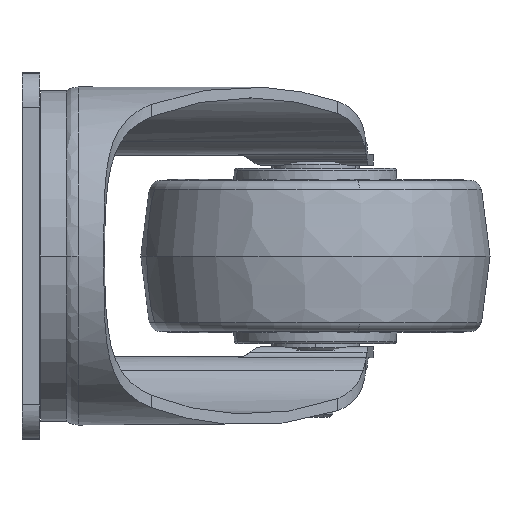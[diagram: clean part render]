
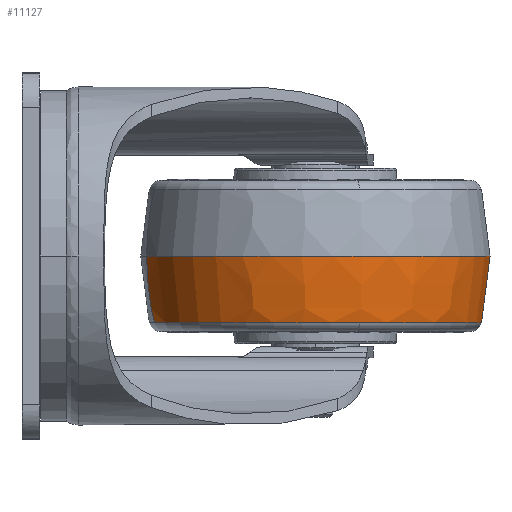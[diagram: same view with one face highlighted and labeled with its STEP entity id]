
A CAD part, left-side view. The second image highlights one B-rep face of the part: STEP entity #11127.
In plain terms, the highlighted free-form (B-spline) face has degree [3, 3] with [4, 4] control points.
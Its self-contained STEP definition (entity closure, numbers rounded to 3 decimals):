
#1347 = CARTESIAN_POINT ( 'NONE',  ( 31.872, -30.315, -15.292 ) ) ;
#1972 = DIRECTION ( 'NONE',  ( 0., 0., -1. ) ) ;
#2531 = VERTEX_POINT ( 'NONE', #20049 ) ;
#2812 = CARTESIAN_POINT ( 'NONE',  ( 52.645, -105.558, 0. ) ) ;
#2951 = CARTESIAN_POINT ( 'NONE',  ( 31.394, -28.584, -6.975 ) ) ;
#3092 = CARTESIAN_POINT ( 'NONE',  ( -24.227, -126.628, -6.975 ) ) ;
#3158 = DIRECTION ( 'NONE',  ( 0., 0., -1. ) ) ;
#3161 = CARTESIAN_POINT ( 'NONE',  ( 5.315, -77.128, -15.292 ) ) ;
#3741 = DIRECTION ( 'NONE',  ( -0.964, -0.266, 0. ) ) ;
#4672 = AXIS2_PLACEMENT_3D ( 'NONE', #23205, #3158, #3741 ) ;
#5179 = CARTESIAN_POINT ( 'NONE',  ( 42., -67., 0. ) ) ;
#5716 = DIRECTION ( 'NONE',  ( -0.964, -0.266, 0. ) ) ;
#8560 = CIRCLE ( 'NONE', #25853, 40. ) ;
#11127 = ADVANCED_FACE ( 'NONE', ( #41309 ), #24113, .T. ) ;
#11156 = CARTESIAN_POINT ( 'NONE',  ( 52.128, -103.685, -15.292 ) ) ;
#12068 = EDGE_CURVE ( 'NONE', #2531, #30049, #25263, .T. ) ;
#12461 = VERTEX_POINT ( 'NONE', #1347 ) ;
#13066 = CARTESIAN_POINT ( 'NONE',  ( -22.942, -125.471, -12.426 ) ) ;
#13214 = CARTESIAN_POINT ( 'NONE',  ( 31.355, -28.442, 0. ) ) ;
#14565 = CIRCLE ( 'NONE', #4672, 38.057 ) ;
#14641 = ORIENTED_EDGE ( 'NONE', *, *, #39054, .F. ) ;
#14746 = CARTESIAN_POINT ( 'NONE',  ( 52.606, -105.416, -6.975 ) ) ;
#15403 = CARTESIAN_POINT ( 'NONE',  ( 31.872, -30.315, -15.292 ) ) ;
#16021 = CARTESIAN_POINT ( 'NONE',  ( 31.355, -28.442, 0. ) ) ;
#16098 = CARTESIAN_POINT ( 'NONE',  ( -45.439, -49.795, -6.975 ) ) ;
#16255 = CARTESIAN_POINT ( 'NONE',  ( 31.6, -29.329, -12.426 ) ) ;
#16541 = CARTESIAN_POINT ( 'NONE',  ( -43.742, -50.129, -12.426 ) ) ;
#17794 = CARTESIAN_POINT ( 'NONE',  ( 52.645, -105.558, 0. ) ) ;
#18847 = AXIS2_PLACEMENT_3D ( 'NONE', #25896, #22575, #5716 ) ;
#19293 = CARTESIAN_POINT ( 'NONE',  ( -21.242, -123.941, -15.292 ) ) ;
#19573 = CARTESIAN_POINT ( 'NONE',  ( 52.606, -105.416, -6.975 ) ) ;
#19869 = CARTESIAN_POINT ( 'NONE',  ( -41.498, -50.571, -15.292 ) ) ;
#19970 =( BOUNDED_CURVE ( )  B_SPLINE_CURVE ( 3, ( #11156, #37484, #14746, #17794 ),
 .UNSPECIFIED., .F., .F. ) 
 B_SPLINE_CURVE_WITH_KNOTS ( ( 4, 4 ),
 ( 0., 1. ),
 .UNSPECIFIED. ) 
 CURVE ( )  GEOMETRIC_REPRESENTATION_ITEM ( )  RATIONAL_B_SPLINE_CURVE ( ( 0.984, 0.808, 0.719, 0.72 ) ) 
 REPRESENTATION_ITEM ( '' )  );
#20049 = CARTESIAN_POINT ( 'NONE',  ( 52.128, -103.685, -15.292 ) ) ;
#21545 = VERTEX_POINT ( 'NONE', #16021 ) ;
#21814 = VERTEX_POINT ( 'NONE', #37727 ) ;
#22575 = DIRECTION ( 'NONE',  ( 0., 0., -1. ) ) ;
#22656 = ORIENTED_EDGE ( 'NONE', *, *, #23113, .T. ) ;
#23113 = EDGE_CURVE ( 'NONE', #2531, #21814, #19970, .T. ) ;
#23205 = CARTESIAN_POINT ( 'NONE',  ( 42., -67., -15.292 ) ) ;
#24113 =( BOUNDED_SURFACE ( )  B_SPLINE_SURFACE ( 3, 3, ( 
 ( #32484, #19293, #19869, #39130 ),
 ( #39279, #13066, #16541, #16255 ),
 ( #19573, #3092, #16098, #2951 ),
 ( #2812, #36086, #39568, #13214 ) ),
 .UNSPECIFIED., .F., .F., .F. ) 
 B_SPLINE_SURFACE_WITH_KNOTS ( ( 4, 4 ),
 ( 4, 4 ),
 ( 0., 1. ),
 ( 0., 1. ),
 .UNSPECIFIED. ) 
 GEOMETRIC_REPRESENTATION_ITEM ( )  RATIONAL_B_SPLINE_SURFACE ( (
 ( 0.984, 0.328, 0.328, 0.984),
 ( 0.808, 0.269, 0.269, 0.808),
 ( 0.719, 0.24, 0.24, 0.719),
 ( 0.72, 0.24, 0.24, 0.72) ) ) 
 REPRESENTATION_ITEM ( '' )  SURFACE ( )  );
#25263 = CIRCLE ( 'NONE', #18847, 38.057 ) ;
#25853 = AXIS2_PLACEMENT_3D ( 'NONE', #5179, #1972, #31509 ) ;
#25896 = CARTESIAN_POINT ( 'NONE',  ( 42., -67., -15.292 ) ) ;
#26339 = ORIENTED_EDGE ( 'NONE', *, *, #33628, .F. ) ;
#28650 = CARTESIAN_POINT ( 'NONE',  ( 31.355, -28.442, 0. ) ) ;
#28807 = ORIENTED_EDGE ( 'NONE', *, *, #12068, .F. ) ;
#30049 = VERTEX_POINT ( 'NONE', #3161 ) ;
#30634 = CARTESIAN_POINT ( 'NONE',  ( 31.6, -29.329, -12.426 ) ) ;
#31509 = DIRECTION ( 'NONE',  ( -0.964, -0.266, 0. ) ) ;
#32484 = CARTESIAN_POINT ( 'NONE',  ( 52.128, -103.685, -15.292 ) ) ;
#33354 = EDGE_LOOP ( 'NONE', ( #28807, #22656, #40779, #14641, #26339 ) ) ;
#33628 = EDGE_CURVE ( 'NONE', #30049, #12461, #14565, .T. ) ;
#35647 = EDGE_CURVE ( 'NONE', #21814, #21545, #8560, .T. ) ;
#36086 = CARTESIAN_POINT ( 'NONE',  ( -24.47, -126.847, 0. ) ) ;
#36645 =( BOUNDED_CURVE ( )  B_SPLINE_CURVE ( 3, ( #15403, #30634, #39123, #28650 ),
 .UNSPECIFIED., .F., .F. ) 
 B_SPLINE_CURVE_WITH_KNOTS ( ( 4, 4 ),
 ( 0., 1. ),
 .UNSPECIFIED. ) 
 CURVE ( )  GEOMETRIC_REPRESENTATION_ITEM ( )  RATIONAL_B_SPLINE_CURVE ( ( 0.984, 0.808, 0.719, 0.72 ) ) 
 REPRESENTATION_ITEM ( '' )  );
#37484 = CARTESIAN_POINT ( 'NONE',  ( 52.4, -104.671, -12.426 ) ) ;
#37727 = CARTESIAN_POINT ( 'NONE',  ( 52.645, -105.558, 0. ) ) ;
#39054 = EDGE_CURVE ( 'NONE', #12461, #21545, #36645, .T. ) ;
#39123 = CARTESIAN_POINT ( 'NONE',  ( 31.394, -28.584, -6.975 ) ) ;
#39130 = CARTESIAN_POINT ( 'NONE',  ( 31.872, -30.315, -15.292 ) ) ;
#39279 = CARTESIAN_POINT ( 'NONE',  ( 52.4, -104.671, -12.426 ) ) ;
#39568 = CARTESIAN_POINT ( 'NONE',  ( -45.76, -49.732, 0. ) ) ;
#40779 = ORIENTED_EDGE ( 'NONE', *, *, #35647, .T. ) ;
#41309 = FACE_OUTER_BOUND ( 'NONE', #33354, .T. ) ;
